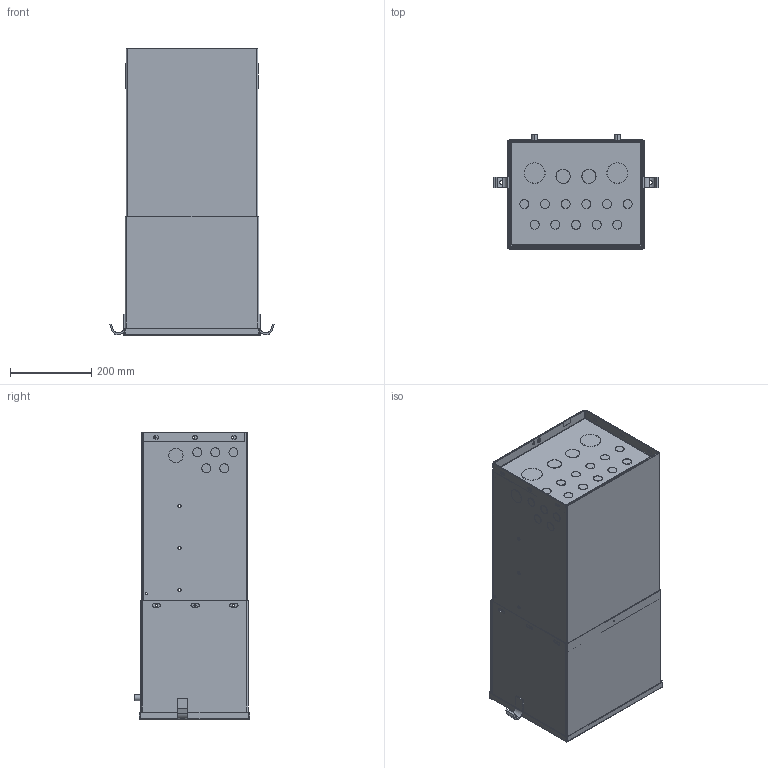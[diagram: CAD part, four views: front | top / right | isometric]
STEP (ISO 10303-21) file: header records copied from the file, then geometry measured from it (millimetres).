
FILE_DESCRIPTION (( 'STEP AP214' ), '1' );
FILE_NAME ('PT061150007SS.STEP', '2017-03-01T16:47:11', ( '' ), ( '' ), 'SwSTEP 2.0', 'SolidWorks 2017', '' );
FILE_SCHEMA (( 'AUTOMOTIVE_DESIGN' ));
Length unit declared in the file: inch
Products named in the file (9): C  2-701199-01; C  2-700868-01_DefaultSM-FLAT-PATTERN; B  2-700874-01; C  2-700372-01; B  2-700374-01; A  1-85784-01; B  2-700373-01; PT061150007SS
Assembly tree (9 placements, depth 3):
  PT061150007SS
    C  2-700372-01
      B  2-700373-01
      A  1-85784-01  x2
      B  2-700374-01
      C  2-700372-01
    B  2-700874-01
    C  2-700868-01_DefaultSM-FLAT-PATTERN
    C  2-701199-01
Bounding box: 404.22 x 284.17 x 706.37 mm (x, y, z)
Volume: 1659730.7 mm3; surface area: 2185653.8 mm2
Topology: 8 solids, 8 shells, 638 faces, 1650 edges, 1052 vertices
Faces by surface type: plane 364, cylinder 266, bspline 8
Entity records: 20047 total; most frequent: CARTESIAN_POINT 3904, DIRECTION 3352, ORIENTED_EDGE 3208, EDGE_CURVE 1604, AXIS2_PLACEMENT_3D 1147, VECTOR 1058, LINE 1058, VERTEX_POINT 1024
